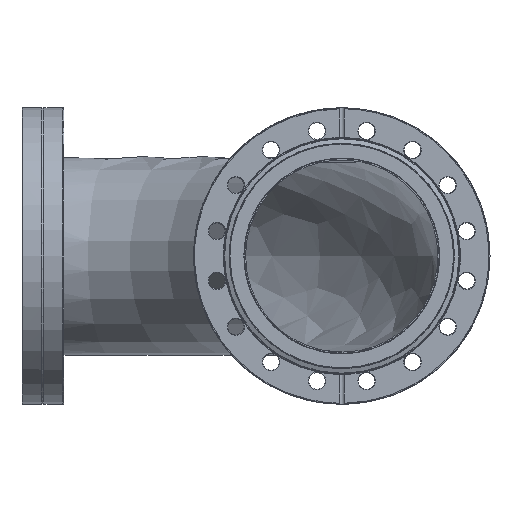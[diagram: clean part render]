
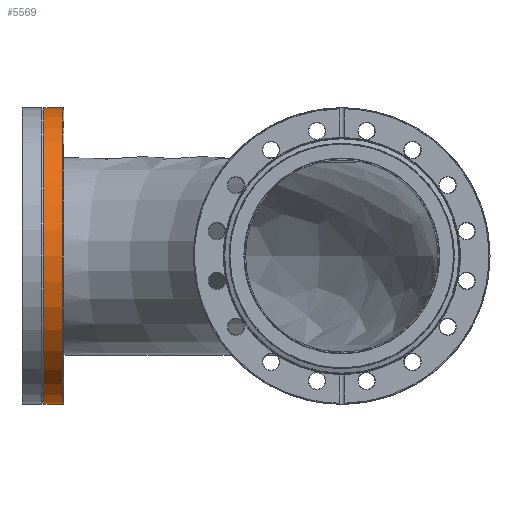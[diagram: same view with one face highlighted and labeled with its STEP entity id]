
A CAD part, front view. The second image highlights one B-rep face of the part: STEP entity #5569.
In plain terms, the highlighted cylindrical face has radius 75.8 mm (diameter 151.6 mm), a full revolution.
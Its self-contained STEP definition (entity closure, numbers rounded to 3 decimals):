
#50 = AXIS2_PLACEMENT_3D ( 'NONE', #2954, #3982, #1978 ) ;
#246 = VERTEX_POINT ( 'NONE', #3021 ) ;
#368 = CYLINDRICAL_SURFACE ( 'NONE', #6241, 75.8 ) ;
#733 = DIRECTION ( 'NONE',  ( 0., 0., 1. ) ) ;
#897 = EDGE_CURVE ( 'NONE', #2797, #2797, #937, .T. ) ;
#937 = CIRCLE ( 'NONE', #5804, 75.8 ) ;
#1295 = CARTESIAN_POINT ( 'NONE',  ( 0., 10.213, 0. ) ) ;
#1576 = CIRCLE ( 'NONE', #50, 75.8 ) ;
#1816 = DIRECTION ( 'NONE',  ( 0., 0., 1. ) ) ;
#1978 = DIRECTION ( 'NONE',  ( 0., 0., -1. ) ) ;
#2189 = DIRECTION ( 'NONE',  ( 0., 1., 0. ) ) ;
#2797 = VERTEX_POINT ( 'NONE', #4397 ) ;
#2823 = ORIENTED_EDGE ( 'NONE', *, *, #897, .T. ) ;
#2954 = CARTESIAN_POINT ( 'NONE',  ( 0., 0.5, 0. ) ) ;
#3021 = CARTESIAN_POINT ( 'NONE',  ( 0., 0.5, -75.8 ) ) ;
#3370 = EDGE_LOOP ( 'NONE', ( #5007 ) ) ;
#3982 = DIRECTION ( 'NONE',  ( 0., -1., 0. ) ) ;
#4397 = CARTESIAN_POINT ( 'NONE',  ( 0., 10.213, 75.8 ) ) ;
#4823 = DIRECTION ( 'NONE',  ( 0., -1., 0. ) ) ;
#4948 = FACE_OUTER_BOUND ( 'NONE', #3370, .T. ) ;
#5007 = ORIENTED_EDGE ( 'NONE', *, *, #5794, .F. ) ;
#5284 = EDGE_LOOP ( 'NONE', ( #2823 ) ) ;
#5569 = ADVANCED_FACE ( 'NONE', ( #6275, #4948 ), #368, .T. ) ;
#5708 = CARTESIAN_POINT ( 'NONE',  ( 0., 0., 0. ) ) ;
#5794 = EDGE_CURVE ( 'NONE', #246, #246, #1576, .T. ) ;
#5804 = AXIS2_PLACEMENT_3D ( 'NONE', #1295, #4823, #1816 ) ;
#6241 = AXIS2_PLACEMENT_3D ( 'NONE', #5708, #2189, #733 ) ;
#6275 = FACE_OUTER_BOUND ( 'NONE', #5284, .T. ) ;
